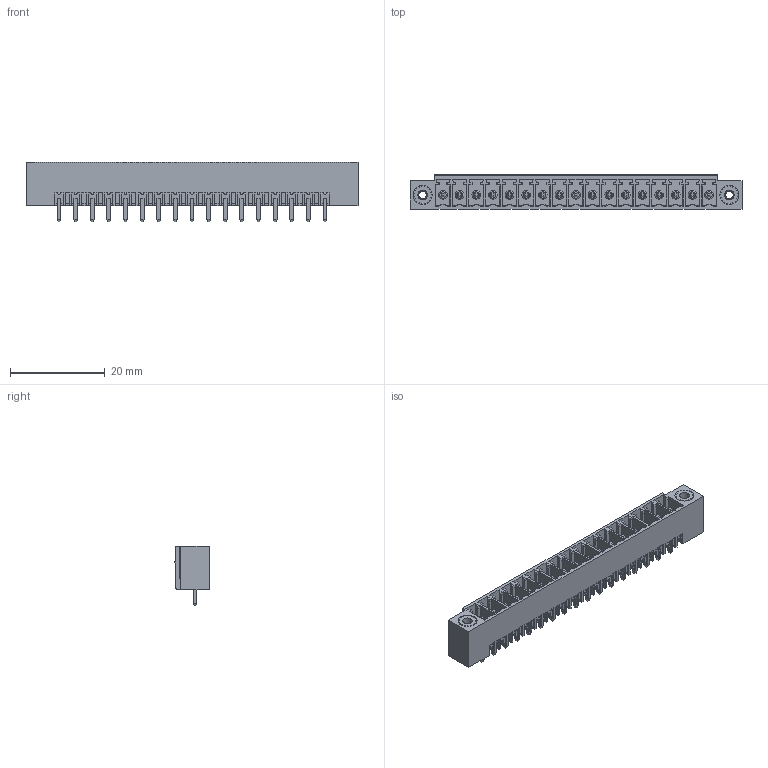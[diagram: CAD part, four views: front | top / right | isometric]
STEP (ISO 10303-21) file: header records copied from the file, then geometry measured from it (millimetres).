
FILE_DESCRIPTION(('STEP AP214'),'1');
FILE_NAME('PV17-3,5-V-K.stp','2018-11-29T11:24:50',(' '),(' '),'Spatial InterOp 3D',' ',' ');
FILE_SCHEMA(('AUTOMOTIVE_DESIGN { 1 0 10303 214 1 1 1 1 }'));
Length unit declared in the file: metre
Products named in the file (1): 1
Bounding box: 69.9 x 7.25 x 12.6 mm (x, y, z)
Volume: 2482 mm3; surface area: 5668.1 mm2
Topology: 1 solids, 1 shells, 1306 faces, 3337 edges, 2124 vertices
Faces by surface type: plane 1178, cylinder 94, torus 17, cone 17
Full cylindrical faces by diameter (mm): 1.6 x2, 1.8 x17, 2.05 x2
Entity records: 48595 total; most frequent: CARTESIAN_POINT 6790, ORIENTED_EDGE 6556, DIRECTION 6080, EDGE_CURVE 3278, LINE 3022, VECTOR 3022, VERTEX_POINT 2103, AXIS2_PLACEMENT_3D 1529
